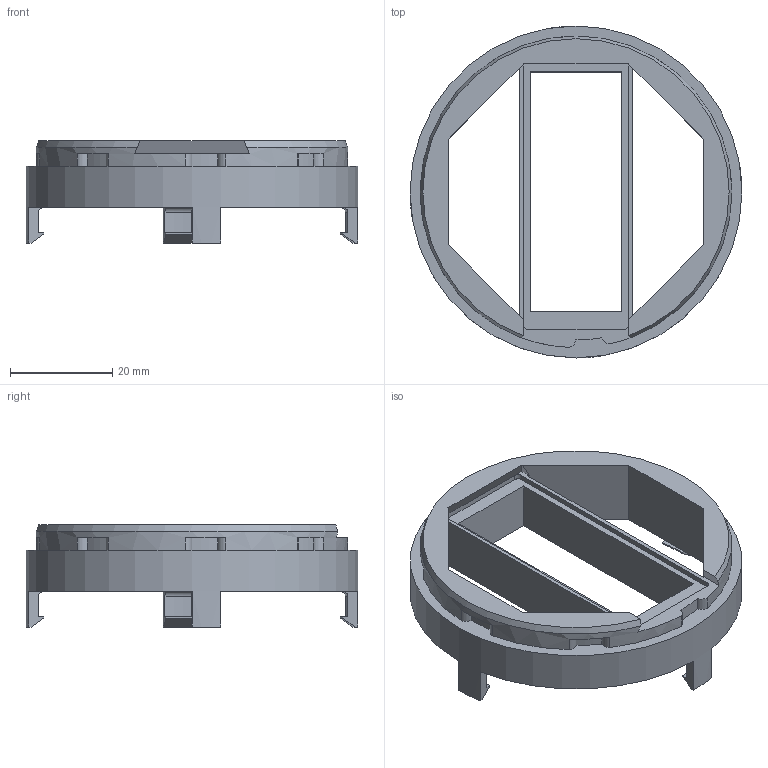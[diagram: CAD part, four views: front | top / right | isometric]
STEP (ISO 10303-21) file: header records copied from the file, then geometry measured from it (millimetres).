
FILE_DESCRIPTION(/* description */ (''),/* implementation_level */ '2;1');
FILE_NAME(/* name */ 'Opola_M_FAT v5.step',/* time_stamp */ '2024-01-24T14:47:30-05:00',/* author */ (''),/* organization */ (''),/* preprocessor_version */ 'ST-DEVELOPER v20',/* originating_system */ 'Autodesk Translation Framework v12.14.0.127',/* authorisation */ '');
FILE_SCHEMA (('AUTOMOTIVE_DESIGN { 1 0 10303 214 3 1 1 }'));
Length unit declared in the file: millimetre
Products named in the file (1): Opola_M_FAT
Bounding box: 65 x 65 x 20 mm (x, y, z)
Volume: 16420.2 mm3; surface area: 10139.1 mm2
Topology: 1 solids, 1 shells, 100 faces, 294 edges, 195 vertices
Faces by surface type: plane 53, cylinder 38, cone 5, torus 4
Full cylindrical faces by diameter (mm): 65 x1
Entity records: 3415 total; most frequent: DIRECTION 612, CARTESIAN_POINT 594, ORIENTED_EDGE 588, EDGE_CURVE 294, AXIS2_PLACEMENT_3D 219, VERTEX_POINT 195, LINE 174, VECTOR 174
